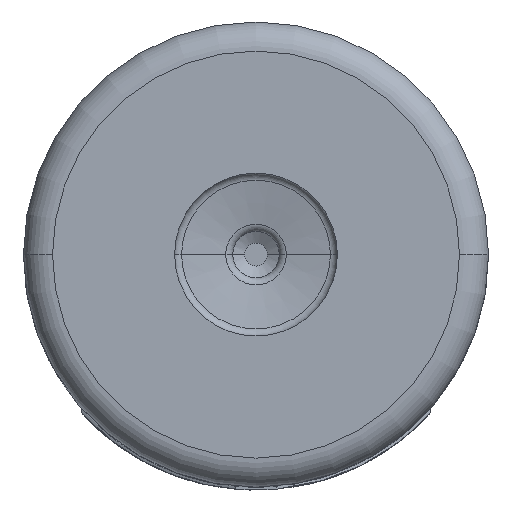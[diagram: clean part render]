
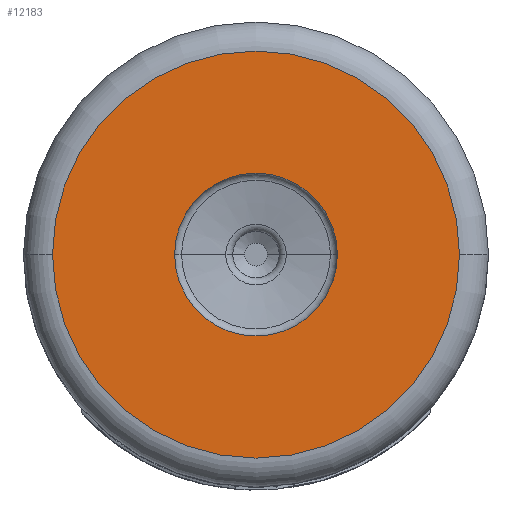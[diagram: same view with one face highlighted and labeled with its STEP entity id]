
A CAD part, front view. The second image highlights one B-rep face of the part: STEP entity #12183.
In plain terms, the highlighted planar face has unit normal (0, -1, 0).
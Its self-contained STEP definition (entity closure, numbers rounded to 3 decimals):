
#1638=CARTESIAN_POINT('',(0.,-4.,0.));
#1639=DIRECTION('',(0.,-1.,0.));
#1640=DIRECTION('',(1.,0.,0.));
#1641=AXIS2_PLACEMENT_3D('',#1638,#1639,#1640);
#1653=CARTESIAN_POINT('',(0.,-4.,0.));
#1654=DIRECTION('',(0.,-1.,0.));
#1655=DIRECTION('',(-1.,0.,0.));
#1656=AXIS2_PLACEMENT_3D('',#1653,#1654,#1655);
#1658=CARTESIAN_POINT('',(0.,-4.,0.));
#1659=DIRECTION('',(0.,-1.,0.));
#1660=DIRECTION('',(1.,0.,0.));
#1661=AXIS2_PLACEMENT_3D('',#1658,#1659,#1660);
#1663=CARTESIAN_POINT('',(0.,-4.,0.));
#1664=DIRECTION('',(0.,-1.,0.));
#1665=DIRECTION('',(-1.,0.,0.));
#1666=AXIS2_PLACEMENT_3D('',#1663,#1664,#1665);
#10471=CARTESIAN_POINT('',(-1.4,-4.,0.));
#10472=CARTESIAN_POINT('',(1.4,-4.,0.));
#10473=VERTEX_POINT('',#10471);
#10474=VERTEX_POINT('',#10472);
#10475=CARTESIAN_POINT('',(3.5,-4.,0.));
#10476=CARTESIAN_POINT('',(-3.5,-4.,0.));
#10477=VERTEX_POINT('',#10475);
#10478=VERTEX_POINT('',#10476);
#12167=CARTESIAN_POINT('',(0.,-4.,0.));
#12168=DIRECTION('',(0.,1.,0.));
#12169=DIRECTION('',(1.,0.,0.));
#12170=AXIS2_PLACEMENT_3D('',#12167,#12168,#12169);
#12171=PLANE('',#12170);
#12172=ORIENTED_EDGE('',*,*,#12157,.F.);
#12174=ORIENTED_EDGE('',*,*,#12173,.F.);
#12175=EDGE_LOOP('',(#12172,#12174));
#12176=FACE_OUTER_BOUND('',#12175,.F.);
#12178=ORIENTED_EDGE('',*,*,#12177,.T.);
#12180=ORIENTED_EDGE('',*,*,#12179,.T.);
#12181=EDGE_LOOP('',(#12178,#12180));
#12182=FACE_BOUND('',#12181,.F.);
#12183=ADVANCED_FACE('',(#12176,#12182),#12171,.F.);
#1642=CIRCLE('',#1641,3.5);
#1657=CIRCLE('',#1656,1.4);
#1662=CIRCLE('',#1661,1.4);
#1667=CIRCLE('',#1666,3.5);
#12157=EDGE_CURVE('',#10477,#10478,#1642,.T.);
#12173=EDGE_CURVE('',#10478,#10477,#1667,.T.);
#12177=EDGE_CURVE('',#10473,#10474,#1657,.T.);
#12179=EDGE_CURVE('',#10474,#10473,#1662,.T.);
